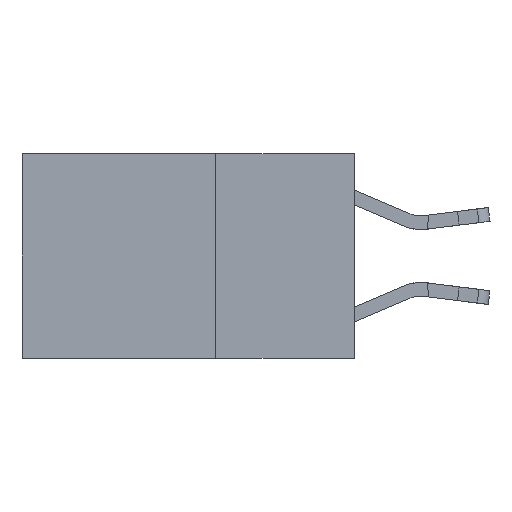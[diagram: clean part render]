
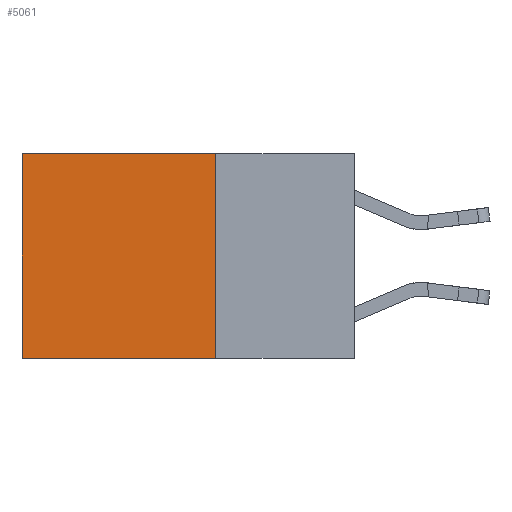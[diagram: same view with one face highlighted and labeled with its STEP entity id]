
A CAD part, left-side view. The second image highlights one B-rep face of the part: STEP entity #5061.
In plain terms, the highlighted planar face has unit normal (-1, 0, 0).
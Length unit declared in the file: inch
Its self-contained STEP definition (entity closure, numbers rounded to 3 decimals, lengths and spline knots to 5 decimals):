
#14 = ORIENTED_EDGE ( 'NONE', *, *, #17520, .F. ) ;
#1837 = EDGE_LOOP ( 'NONE', ( #13025, #17109, #14, #7102 ) ) ;
#2133 = LINE ( 'NONE', #17114, #7140 ) ;
#3706 = PLANE ( 'NONE',  #8027 ) ;
#4002 = CARTESIAN_POINT ( 'NONE',  ( 0.2625, 0.6, -0.37 ) ) ;
#4008 = VECTOR ( 'NONE', #9854, 39.37008 ) ;
#4877 = CARTESIAN_POINT ( 'NONE',  ( 0.2625, 0.25, 0. ) ) ;
#5061 = ADVANCED_FACE ( 'NONE', ( #10351 ), #3706, .F. ) ;
#5628 = VERTEX_POINT ( 'NONE', #17450 ) ;
#7102 = ORIENTED_EDGE ( 'NONE', *, *, #15509, .T. ) ;
#7140 = VECTOR ( 'NONE', #8006, 39.37008 ) ;
#8006 = DIRECTION ( 'NONE',  ( 0., 0., -1. ) ) ;
#8027 = AXIS2_PLACEMENT_3D ( 'NONE', #14397, #18904, #9853 ) ;
#8310 = CARTESIAN_POINT ( 'NONE',  ( 0.2625, 0.25, 0. ) ) ;
#9314 = VECTOR ( 'NONE', #10115, 39.37008 ) ;
#9853 = DIRECTION ( 'NONE',  ( 0., 0., -1. ) ) ;
#9854 = DIRECTION ( 'NONE',  ( 0., 0., -1. ) ) ;
#10053 = CARTESIAN_POINT ( 'NONE',  ( 0.2625, 0.25, -0.37 ) ) ;
#10058 = LINE ( 'NONE', #17161, #13649 ) ;
#10115 = DIRECTION ( 'NONE',  ( 0., 1., 0. ) ) ;
#10129 = VERTEX_POINT ( 'NONE', #4877 ) ;
#10351 = FACE_OUTER_BOUND ( 'NONE', #1837, .T. ) ;
#10682 = VERTEX_POINT ( 'NONE', #16786 ) ;
#13025 = ORIENTED_EDGE ( 'NONE', *, *, #16772, .T. ) ;
#13649 = VECTOR ( 'NONE', #15724, 39.37008 ) ;
#14397 = CARTESIAN_POINT ( 'NONE',  ( 0.2625, 0.25, 0. ) ) ;
#15509 = EDGE_CURVE ( 'NONE', #10129, #10682, #10058, .T. ) ;
#15724 = DIRECTION ( 'NONE',  ( 0., 1., 0. ) ) ;
#16181 = LINE ( 'NONE', #8310, #4008 ) ;
#16361 = EDGE_CURVE ( 'NONE', #5628, #17026, #17399, .T. ) ;
#16772 = EDGE_CURVE ( 'NONE', #10682, #17026, #2133, .T. ) ;
#16786 = CARTESIAN_POINT ( 'NONE',  ( 0.2625, 0.6, 0. ) ) ;
#17026 = VERTEX_POINT ( 'NONE', #4002 ) ;
#17109 = ORIENTED_EDGE ( 'NONE', *, *, #16361, .F. ) ;
#17114 = CARTESIAN_POINT ( 'NONE',  ( 0.2625, 0.6, 0. ) ) ;
#17161 = CARTESIAN_POINT ( 'NONE',  ( 0.2625, 0.25, 0. ) ) ;
#17399 = LINE ( 'NONE', #10053, #9314 ) ;
#17450 = CARTESIAN_POINT ( 'NONE',  ( 0.2625, 0.25, -0.37 ) ) ;
#17520 = EDGE_CURVE ( 'NONE', #10129, #5628, #16181, .T. ) ;
#18904 = DIRECTION ( 'NONE',  ( 1., 0., 0. ) ) ;
